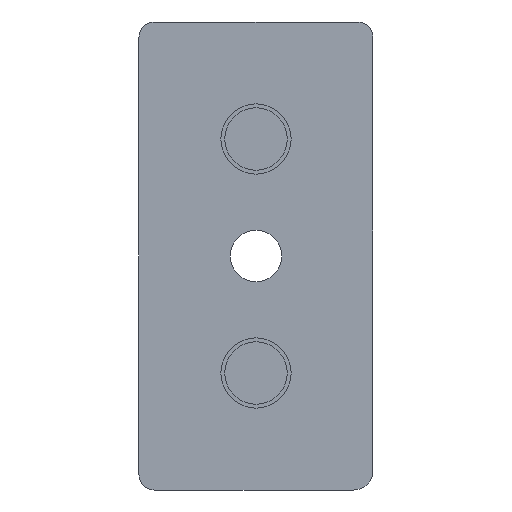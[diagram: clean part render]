
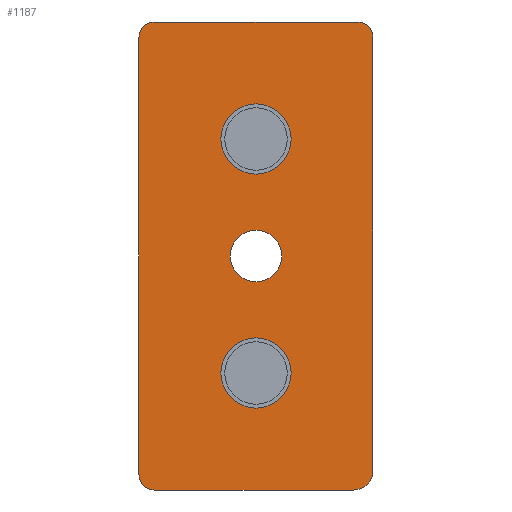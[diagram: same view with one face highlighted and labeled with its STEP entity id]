
A CAD part, front view. The second image highlights one B-rep face of the part: STEP entity #1187.
In plain terms, the highlighted planar face has unit normal (0, -1, 0).
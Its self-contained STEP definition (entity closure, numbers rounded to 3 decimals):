
#9 = EDGE_LOOP ( 'NONE', ( #1041, #571 ) ) ;
#12 = EDGE_CURVE ( 'NONE', #683, #719, #216, .T. ) ;
#23 = DIRECTION ( 'NONE',  ( 0., 1., 0. ) ) ;
#31 = CARTESIAN_POINT ( 'NONE',  ( -13., 0., 28. ) ) ;
#51 = CARTESIAN_POINT ( 'NONE',  ( 13., 0., 28. ) ) ;
#84 = EDGE_CURVE ( 'NONE', #719, #525, #746, .T. ) ;
#91 = CIRCLE ( 'NONE', #586, 4.5 ) ;
#93 = VERTEX_POINT ( 'NONE', #1373 ) ;
#100 = CARTESIAN_POINT ( 'NONE',  ( 0., 0., -10.5 ) ) ;
#113 = DIRECTION ( 'NONE',  ( 0., 0., -1. ) ) ;
#136 = EDGE_CURVE ( 'NONE', #999, #311, #1017, .T. ) ;
#137 = CARTESIAN_POINT ( 'NONE',  ( 12.5, 0., -27.5 ) ) ;
#138 = EDGE_LOOP ( 'NONE', ( #194, #694 ) ) ;
#161 = CARTESIAN_POINT ( 'NONE',  ( -13., 0., -30. ) ) ;
#164 = ORIENTED_EDGE ( 'NONE', *, *, #869, .F. ) ;
#179 = FACE_OUTER_BOUND ( 'NONE', #1031, .T. ) ;
#184 = DIRECTION ( 'NONE',  ( 0., 0., -1. ) ) ;
#194 = ORIENTED_EDGE ( 'NONE', *, *, #669, .F. ) ;
#216 = LINE ( 'NONE', #1023, #517 ) ;
#217 = PLANE ( 'NONE',  #531 ) ;
#238 = DIRECTION ( 'NONE',  ( 1., 0., 0. ) ) ;
#248 = VECTOR ( 'NONE', #799, 1000. ) ;
#251 = CARTESIAN_POINT ( 'NONE',  ( 0., 0., 10.5 ) ) ;
#266 = DIRECTION ( 'NONE',  ( 0., 0., -1. ) ) ;
#281 = EDGE_CURVE ( 'NONE', #446, #921, #1354, .T. ) ;
#283 = CARTESIAN_POINT ( 'NONE',  ( 0., 0., 0. ) ) ;
#311 = VERTEX_POINT ( 'NONE', #395 ) ;
#319 = DIRECTION ( 'NONE',  ( 0., 0., -1. ) ) ;
#326 = CARTESIAN_POINT ( 'NONE',  ( 15., 0., 0. ) ) ;
#344 = DIRECTION ( 'NONE',  ( 0., -1., 0. ) ) ;
#348 = DIRECTION ( 'NONE',  ( 0., 0., -1. ) ) ;
#383 = ORIENTED_EDGE ( 'NONE', *, *, #981, .F. ) ;
#391 = VERTEX_POINT ( 'NONE', #744 ) ;
#393 = DIRECTION ( 'NONE',  ( 0., -1., 0. ) ) ;
#395 = CARTESIAN_POINT ( 'NONE',  ( 0., 0., 19.5 ) ) ;
#423 = ORIENTED_EDGE ( 'NONE', *, *, #12, .F. ) ;
#433 = AXIS2_PLACEMENT_3D ( 'NONE', #1247, #344, #348 ) ;
#442 = AXIS2_PLACEMENT_3D ( 'NONE', #137, #1015, #886 ) ;
#446 = VERTEX_POINT ( 'NONE', #894 ) ;
#450 = CARTESIAN_POINT ( 'NONE',  ( 0., 0., -3.3 ) ) ;
#456 = VERTEX_POINT ( 'NONE', #1007 ) ;
#466 = FACE_BOUND ( 'NONE', #771, .T. ) ;
#480 = CARTESIAN_POINT ( 'NONE',  ( -13., 0., -28. ) ) ;
#495 = DIRECTION ( 'NONE',  ( 0., 1., 0. ) ) ;
#498 = DIRECTION ( 'NONE',  ( 0., 0., -1. ) ) ;
#501 = LINE ( 'NONE', #326, #795 ) ;
#515 = CARTESIAN_POINT ( 'NONE',  ( -13., 0., 30. ) ) ;
#517 = VECTOR ( 'NONE', #1254, 1000. ) ;
#525 = VERTEX_POINT ( 'NONE', #925 ) ;
#526 = EDGE_CURVE ( 'NONE', #456, #1106, #620, .T. ) ;
#531 = AXIS2_PLACEMENT_3D ( 'NONE', #543, #1206, #644 ) ;
#539 = ORIENTED_EDGE ( 'NONE', *, *, #281, .F. ) ;
#543 = CARTESIAN_POINT ( 'NONE',  ( 0., 0., 0. ) ) ;
#571 = ORIENTED_EDGE ( 'NONE', *, *, #1117, .F. ) ;
#577 = AXIS2_PLACEMENT_3D ( 'NONE', #1051, #393, #498 ) ;
#585 = DIRECTION ( 'NONE',  ( -1., 0., 0. ) ) ;
#586 = AXIS2_PLACEMENT_3D ( 'NONE', #590, #1197, #266 ) ;
#590 = CARTESIAN_POINT ( 'NONE',  ( 0., 0., -15. ) ) ;
#591 = DIRECTION ( 'NONE',  ( 0., 0., -1. ) ) ;
#620 = LINE ( 'NONE', #1025, #1199 ) ;
#623 = CARTESIAN_POINT ( 'NONE',  ( 13., 0., 30. ) ) ;
#644 = DIRECTION ( 'NONE',  ( 0., 0., 1. ) ) ;
#645 = VERTEX_POINT ( 'NONE', #815 ) ;
#669 = EDGE_CURVE ( 'NONE', #1306, #1342, #91, .T. ) ;
#672 = CIRCLE ( 'NONE', #1169, 3.3 ) ;
#683 = VERTEX_POINT ( 'NONE', #515 ) ;
#694 = ORIENTED_EDGE ( 'NONE', *, *, #956, .F. ) ;
#697 = ORIENTED_EDGE ( 'NONE', *, *, #940, .F. ) ;
#719 = VERTEX_POINT ( 'NONE', #623 ) ;
#744 = CARTESIAN_POINT ( 'NONE',  ( 15., 0., -27.5 ) ) ;
#746 = CIRCLE ( 'NONE', #1145, 2. ) ;
#760 = AXIS2_PLACEMENT_3D ( 'NONE', #480, #1377, #813 ) ;
#765 = CIRCLE ( 'NONE', #433, 4.5 ) ;
#771 = EDGE_LOOP ( 'NONE', ( #846, #539 ) ) ;
#784 = LINE ( 'NONE', #920, #248 ) ;
#793 = EDGE_CURVE ( 'NONE', #921, #446, #672, .T. ) ;
#795 = VECTOR ( 'NONE', #113, 1000. ) ;
#799 = DIRECTION ( 'NONE',  ( 0., 0., 1. ) ) ;
#813 = DIRECTION ( 'NONE',  ( 1., 0., 0. ) ) ;
#815 = CARTESIAN_POINT ( 'NONE',  ( -15., 0., -28. ) ) ;
#818 = DIRECTION ( 'NONE',  ( 0., -1., 0. ) ) ;
#834 = CIRCLE ( 'NONE', #1075, 2. ) ;
#845 = DIRECTION ( 'NONE',  ( 0., -1., 0. ) ) ;
#846 = ORIENTED_EDGE ( 'NONE', *, *, #793, .F. ) ;
#869 = EDGE_CURVE ( 'NONE', #93, #683, #834, .T. ) ;
#886 = DIRECTION ( 'NONE',  ( -1., 0., 0. ) ) ;
#889 = ORIENTED_EDGE ( 'NONE', *, *, #526, .F. ) ;
#894 = CARTESIAN_POINT ( 'NONE',  ( 0., 0., 3.3 ) ) ;
#920 = CARTESIAN_POINT ( 'NONE',  ( -15., 0., 0. ) ) ;
#921 = VERTEX_POINT ( 'NONE', #450 ) ;
#925 = CARTESIAN_POINT ( 'NONE',  ( 15., 0., 28. ) ) ;
#940 = EDGE_CURVE ( 'NONE', #391, #456, #1070, .T. ) ;
#956 = EDGE_CURVE ( 'NONE', #1342, #1306, #765, .T. ) ;
#971 = ORIENTED_EDGE ( 'NONE', *, *, #1100, .F. ) ;
#981 = EDGE_CURVE ( 'NONE', #645, #93, #784, .T. ) ;
#999 = VERTEX_POINT ( 'NONE', #251 ) ;
#1007 = CARTESIAN_POINT ( 'NONE',  ( 12.5, 0., -30. ) ) ;
#1015 = DIRECTION ( 'NONE',  ( 0., 1., 0. ) ) ;
#1017 = CIRCLE ( 'NONE', #1146, 4.5 ) ;
#1023 = CARTESIAN_POINT ( 'NONE',  ( 0., 0., 30. ) ) ;
#1025 = CARTESIAN_POINT ( 'NONE',  ( 0., 0., -30. ) ) ;
#1031 = EDGE_LOOP ( 'NONE', ( #383, #971, #889, #697, #1069, #1349, #423, #164 ) ) ;
#1041 = ORIENTED_EDGE ( 'NONE', *, *, #136, .F. ) ;
#1051 = CARTESIAN_POINT ( 'NONE',  ( 0., 0., 15. ) ) ;
#1069 = ORIENTED_EDGE ( 'NONE', *, *, #1223, .F. ) ;
#1070 = CIRCLE ( 'NONE', #442, 2.5 ) ;
#1075 = AXIS2_PLACEMENT_3D ( 'NONE', #31, #23, #238 ) ;
#1100 = EDGE_CURVE ( 'NONE', #1106, #645, #1381, .T. ) ;
#1106 = VERTEX_POINT ( 'NONE', #161 ) ;
#1111 = DIRECTION ( 'NONE',  ( 0., -1., 0. ) ) ;
#1117 = EDGE_CURVE ( 'NONE', #311, #999, #1130, .T. ) ;
#1130 = CIRCLE ( 'NONE', #577, 4.5 ) ;
#1145 = AXIS2_PLACEMENT_3D ( 'NONE', #51, #495, #585 ) ;
#1146 = AXIS2_PLACEMENT_3D ( 'NONE', #1281, #818, #591 ) ;
#1169 = AXIS2_PLACEMENT_3D ( 'NONE', #1328, #1111, #319 ) ;
#1187 = ADVANCED_FACE ( 'NONE', ( #1304, #1392, #466, #179 ), #217, .F. ) ;
#1197 = DIRECTION ( 'NONE',  ( 0., -1., 0. ) ) ;
#1199 = VECTOR ( 'NONE', #1260, 1000. ) ;
#1206 = DIRECTION ( 'NONE',  ( 0., 1., 0. ) ) ;
#1217 = CARTESIAN_POINT ( 'NONE',  ( 0., 0., -19.5 ) ) ;
#1223 = EDGE_CURVE ( 'NONE', #525, #391, #501, .T. ) ;
#1247 = CARTESIAN_POINT ( 'NONE',  ( 0., 0., -15. ) ) ;
#1254 = DIRECTION ( 'NONE',  ( 1., 0., 0. ) ) ;
#1260 = DIRECTION ( 'NONE',  ( -1., 0., 0. ) ) ;
#1281 = CARTESIAN_POINT ( 'NONE',  ( 0., 0., 15. ) ) ;
#1304 = FACE_BOUND ( 'NONE', #9, .T. ) ;
#1306 = VERTEX_POINT ( 'NONE', #1217 ) ;
#1328 = CARTESIAN_POINT ( 'NONE',  ( 0., 0., 0. ) ) ;
#1342 = VERTEX_POINT ( 'NONE', #100 ) ;
#1349 = ORIENTED_EDGE ( 'NONE', *, *, #84, .F. ) ;
#1354 = CIRCLE ( 'NONE', #1368, 3.3 ) ;
#1368 = AXIS2_PLACEMENT_3D ( 'NONE', #283, #845, #184 ) ;
#1373 = CARTESIAN_POINT ( 'NONE',  ( -15., 0., 28. ) ) ;
#1377 = DIRECTION ( 'NONE',  ( 0., 1., 0. ) ) ;
#1381 = CIRCLE ( 'NONE', #760, 2. ) ;
#1392 = FACE_BOUND ( 'NONE', #138, .T. ) ;
